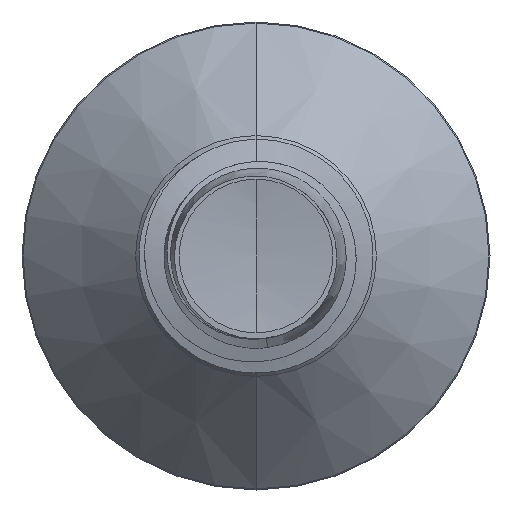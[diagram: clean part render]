
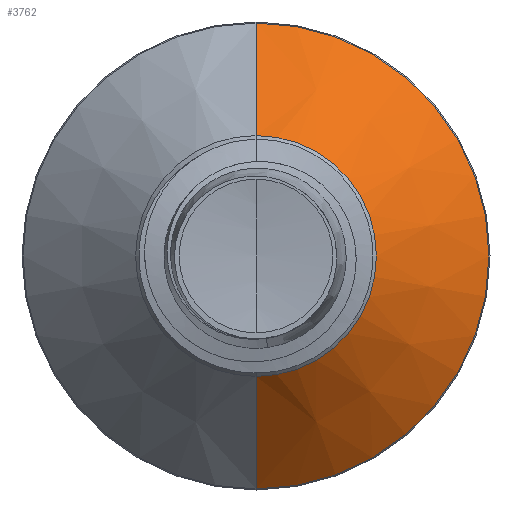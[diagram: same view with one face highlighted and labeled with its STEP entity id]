
A CAD part, front view. The second image highlights one B-rep face of the part: STEP entity #3762.
In plain terms, the highlighted conical face has half-angle 45 degrees and reference radius 3.088 mm.
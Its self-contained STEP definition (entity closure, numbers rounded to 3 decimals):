
#152 = DIRECTION ( 'NONE',  ( 0., 0., 1. ) ) ;
#182 = DIRECTION ( 'NONE',  ( 0., 1., 0. ) ) ;
#205 = CARTESIAN_POINT ( 'NONE',  ( 0., 2.739, 0. ) ) ;
#272 = AXIS2_PLACEMENT_3D ( 'NONE', #205, #182, #152 ) ;
#336 = EDGE_CURVE ( 'NONE', #4738, #6812, #5708, .T. ) ;
#585 = EDGE_CURVE ( 'NONE', #4738, #8834, #1974, .T. ) ;
#607 = CARTESIAN_POINT ( 'NONE',  ( 0., 5.624, -5.974 ) ) ;
#1955 = VECTOR ( 'NONE', #10762, 1000. ) ;
#1966 = DIRECTION ( 'NONE',  ( 0., 0., 1. ) ) ;
#1974 = LINE ( 'NONE', #3445, #7794 ) ;
#1984 = DIRECTION ( 'NONE',  ( 0., 1., 0. ) ) ;
#2003 = CARTESIAN_POINT ( 'NONE',  ( 0., 5.624, 0. ) ) ;
#2328 = EDGE_CURVE ( 'NONE', #8834, #8718, #8796, .T. ) ;
#2882 = EDGE_CURVE ( 'NONE', #6812, #8718, #4422, .T. ) ;
#3335 = DIRECTION ( 'NONE',  ( 0., 0.707, 0.707 ) ) ;
#3445 = CARTESIAN_POINT ( 'NONE',  ( 0., 2.739, 3.089 ) ) ;
#3451 = ORIENTED_EDGE ( 'NONE', *, *, #585, .F. ) ;
#3599 = CARTESIAN_POINT ( 'NONE',  ( 0., 5.624, 5.974 ) ) ;
#3762 = ADVANCED_FACE ( 'NONE', ( #5185 ), #4712, .T. ) ;
#4422 = LINE ( 'NONE', #10838, #1955 ) ;
#4712 = CONICAL_SURFACE ( 'NONE', #9567, 3.089, 0.785 ) ;
#4738 = VERTEX_POINT ( 'NONE', #9391 ) ;
#5185 = FACE_OUTER_BOUND ( 'NONE', #7618, .T. ) ;
#5708 = CIRCLE ( 'NONE', #272, 3.089 ) ;
#6812 = VERTEX_POINT ( 'NONE', #10831 ) ;
#6899 = ORIENTED_EDGE ( 'NONE', *, *, #336, .T. ) ;
#7618 = EDGE_LOOP ( 'NONE', ( #6899, #8634, #11173, #3451 ) ) ;
#7794 = VECTOR ( 'NONE', #3335, 1000. ) ;
#8634 = ORIENTED_EDGE ( 'NONE', *, *, #2882, .T. ) ;
#8718 = VERTEX_POINT ( 'NONE', #607 ) ;
#8789 = AXIS2_PLACEMENT_3D ( 'NONE', #2003, #1984, #1966 ) ;
#8796 = CIRCLE ( 'NONE', #8789, 5.974 ) ;
#8834 = VERTEX_POINT ( 'NONE', #3599 ) ;
#9391 = CARTESIAN_POINT ( 'NONE',  ( 0., 2.739, 3.089 ) ) ;
#9567 = AXIS2_PLACEMENT_3D ( 'NONE', #10435, #10215, #10644 ) ;
#10215 = DIRECTION ( 'NONE',  ( 0., 1., 0. ) ) ;
#10435 = CARTESIAN_POINT ( 'NONE',  ( 0., 2.739, 0. ) ) ;
#10644 = DIRECTION ( 'NONE',  ( 0., 0., 1. ) ) ;
#10762 = DIRECTION ( 'NONE',  ( 0., 0.707, -0.707 ) ) ;
#10831 = CARTESIAN_POINT ( 'NONE',  ( 0., 2.739, -3.089 ) ) ;
#10838 = CARTESIAN_POINT ( 'NONE',  ( 0., 2.739, -3.089 ) ) ;
#11173 = ORIENTED_EDGE ( 'NONE', *, *, #2328, .F. ) ;
